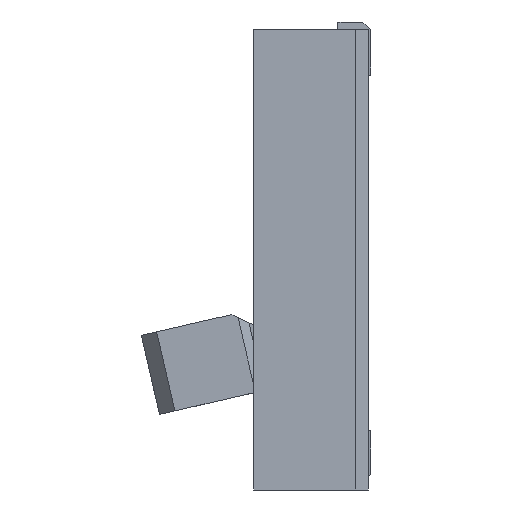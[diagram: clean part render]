
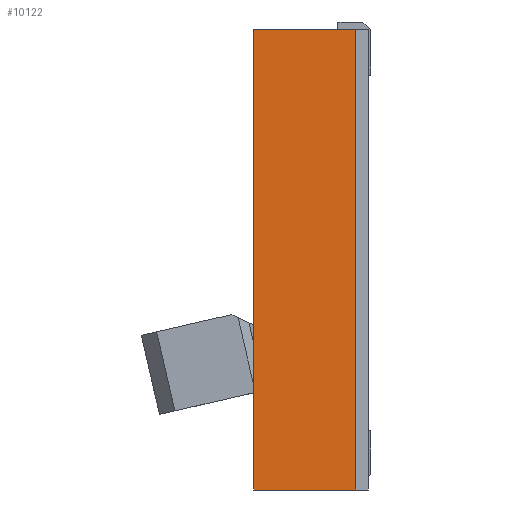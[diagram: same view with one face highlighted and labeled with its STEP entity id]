
A CAD part, left-side view. The second image highlights one B-rep face of the part: STEP entity #10122.
In plain terms, the highlighted planar face has unit normal (-1, 0, 0).
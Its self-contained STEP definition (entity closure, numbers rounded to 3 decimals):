
#59=DIRECTION('',(0.,-1.,0.));
#60=VECTOR('',#59,0.655);
#61=CARTESIAN_POINT('',(-1.8,0.735,-1.475));
#62=LINE('',#61,#60);
#718=DIRECTION('',(0.,-1.,0.));
#719=VECTOR('',#718,0.655);
#720=CARTESIAN_POINT('',(-1.8,0.735,1.475));
#721=LINE('',#720,#719);
#3240=DIRECTION('',(0.,0.,1.));
#3241=VECTOR('',#3240,2.95);
#3242=CARTESIAN_POINT('',(-1.8,0.735,-1.475));
#3243=LINE('',#3242,#3241);
#3244=DIRECTION('',(0.,0.,1.));
#3245=VECTOR('',#3244,2.95);
#3246=CARTESIAN_POINT('',(-1.8,0.08,-1.475));
#3247=LINE('',#3246,#3245);
#4913=CARTESIAN_POINT('',(-1.8,0.735,-1.475));
#4914=CARTESIAN_POINT('',(-1.8,0.08,-1.475));
#4915=VERTEX_POINT('',#4913);
#4916=VERTEX_POINT('',#4914);
#4929=CARTESIAN_POINT('',(-1.8,0.735,1.475));
#4930=CARTESIAN_POINT('',(-1.8,0.08,1.475));
#4931=VERTEX_POINT('',#4929);
#4932=VERTEX_POINT('',#4930);
#10110=CARTESIAN_POINT('',(-1.8,0.735,-1.475));
#10111=DIRECTION('',(-1.,0.,0.));
#10112=DIRECTION('',(0.,-1.,0.));
#10113=AXIS2_PLACEMENT_3D('',#10110,#10111,#10112);
#10114=PLANE('',#10113);
#10115=ORIENTED_EDGE('',*,*,#6533,.F.);
#10116=ORIENTED_EDGE('',*,*,#9909,.T.);
#10117=ORIENTED_EDGE('',*,*,#7168,.T.);
#10119=ORIENTED_EDGE('',*,*,#10118,.F.);
#10120=EDGE_LOOP('',(#10115,#10116,#10117,#10119));
#10121=FACE_OUTER_BOUND('',#10120,.F.);
#10122=ADVANCED_FACE('',(#10121),#10114,.T.);
#6533=EDGE_CURVE('',#4915,#4916,#62,.T.);
#7168=EDGE_CURVE('',#4931,#4932,#721,.T.);
#9909=EDGE_CURVE('',#4915,#4931,#3243,.T.);
#10118=EDGE_CURVE('',#4916,#4932,#3247,.T.);
